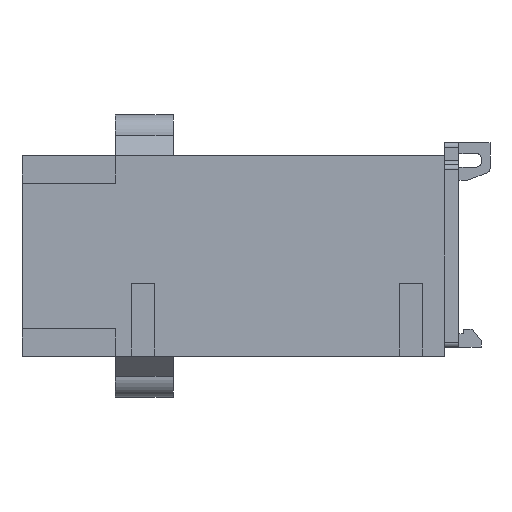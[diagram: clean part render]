
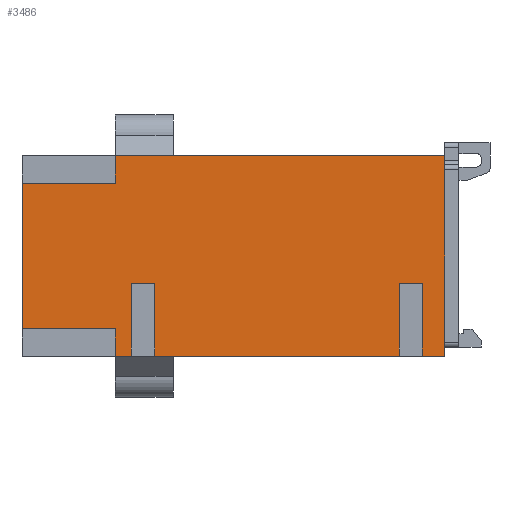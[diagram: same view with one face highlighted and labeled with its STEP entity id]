
A CAD part, left-side view. The second image highlights one B-rep face of the part: STEP entity #3486.
In plain terms, the highlighted planar face has unit normal (-1, 0, 0).
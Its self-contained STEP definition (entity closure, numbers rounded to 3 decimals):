
#1=DIRECTION('',(0.,0.,1.));
#2=VECTOR('',#1,16.4);
#3=CARTESIAN_POINT('',(-35.25,-42.5,-22.5));
#4=LINE('',#3,#2);
#5=DIRECTION('',(0.,1.,0.));
#6=VECTOR('',#5,5.2);
#7=CARTESIAN_POINT('',(-35.25,-42.5,-6.1));
#8=LINE('',#7,#6);
#9=DIRECTION('',(0.,0.,1.));
#10=VECTOR('',#9,16.4);
#11=CARTESIAN_POINT('',(-35.25,-37.3,-22.5));
#12=LINE('',#11,#10);
#13=DIRECTION('',(0.,1.,0.));
#14=VECTOR('',#13,55.);
#15=CARTESIAN_POINT('',(-35.25,-37.3,-22.5));
#16=LINE('',#15,#14);
#17=DIRECTION('',(0.,0.,1.));
#18=VECTOR('',#17,16.4);
#19=CARTESIAN_POINT('',(-35.25,17.7,-22.5));
#20=LINE('',#19,#18);
#21=DIRECTION('',(0.,1.,0.));
#22=VECTOR('',#21,5.2);
#23=CARTESIAN_POINT('',(-35.25,17.7,-6.1));
#24=LINE('',#23,#22);
#25=DIRECTION('',(0.,0.,1.));
#26=VECTOR('',#25,16.4);
#27=CARTESIAN_POINT('',(-35.25,22.9,-22.5));
#28=LINE('',#27,#26);
#29=DIRECTION('',(0.,1.,0.));
#30=VECTOR('',#29,3.6);
#31=CARTESIAN_POINT('',(-35.25,22.9,-22.5));
#32=LINE('',#31,#30);
#33=DIRECTION('',(0.,0.,1.));
#34=VECTOR('',#33,6.1);
#35=CARTESIAN_POINT('',(-35.25,26.5,-22.5));
#36=LINE('',#35,#34);
#37=DIRECTION('',(0.,-1.,0.));
#38=VECTOR('',#37,21.);
#39=CARTESIAN_POINT('',(-35.25,47.5,-16.4));
#40=LINE('',#39,#38);
#41=DIRECTION('',(0.,0.,1.));
#42=VECTOR('',#41,32.8);
#43=CARTESIAN_POINT('',(-35.25,47.5,-16.4));
#44=LINE('',#43,#42);
#45=DIRECTION('',(0.,-1.,0.));
#46=VECTOR('',#45,21.);
#47=CARTESIAN_POINT('',(-35.25,47.5,16.4));
#48=LINE('',#47,#46);
#49=DIRECTION('',(0.,0.,-1.));
#50=VECTOR('',#49,6.1);
#51=CARTESIAN_POINT('',(-35.25,26.5,22.5));
#52=LINE('',#51,#50);
#53=DIRECTION('',(0.,-1.,0.));
#54=VECTOR('',#53,74.);
#55=CARTESIAN_POINT('',(-35.25,26.5,22.5));
#56=LINE('',#55,#54);
#57=DIRECTION('',(0.,0.,-1.));
#58=VECTOR('',#57,45.);
#59=CARTESIAN_POINT('',(-35.25,-47.5,22.5));
#60=LINE('',#59,#58);
#61=DIRECTION('',(0.,1.,0.));
#62=VECTOR('',#61,5.);
#63=CARTESIAN_POINT('',(-35.25,-47.5,-22.5));
#64=LINE('',#63,#62);
#2599=CARTESIAN_POINT('',(-35.25,-47.5,22.5));
#2600=CARTESIAN_POINT('',(-35.25,-47.5,-22.5));
#2601=VERTEX_POINT('',#2599);
#2602=VERTEX_POINT('',#2600);
#2607=CARTESIAN_POINT('',(-35.25,26.5,-22.5));
#2608=CARTESIAN_POINT('',(-35.25,26.5,-16.4));
#2609=VERTEX_POINT('',#2607);
#2610=VERTEX_POINT('',#2608);
#2611=CARTESIAN_POINT('',(-35.25,47.5,-16.4));
#2612=VERTEX_POINT('',#2611);
#2613=CARTESIAN_POINT('',(-35.25,47.5,16.4));
#2614=CARTESIAN_POINT('',(-35.25,26.5,16.4));
#2615=VERTEX_POINT('',#2613);
#2616=VERTEX_POINT('',#2614);
#2617=CARTESIAN_POINT('',(-35.25,26.5,22.5));
#2618=VERTEX_POINT('',#2617);
#2639=CARTESIAN_POINT('',(-35.25,-42.5,-22.5));
#2640=CARTESIAN_POINT('',(-35.25,-42.5,-6.1));
#2641=VERTEX_POINT('',#2639);
#2642=VERTEX_POINT('',#2640);
#2643=CARTESIAN_POINT('',(-35.25,-37.3,-6.1));
#2644=VERTEX_POINT('',#2643);
#2645=CARTESIAN_POINT('',(-35.25,-37.3,-22.5));
#2646=VERTEX_POINT('',#2645);
#2651=CARTESIAN_POINT('',(-35.25,17.7,-22.5));
#2652=VERTEX_POINT('',#2651);
#2657=CARTESIAN_POINT('',(-35.25,17.7,-6.1));
#2658=VERTEX_POINT('',#2657);
#2659=CARTESIAN_POINT('',(-35.25,22.9,-6.1));
#2660=VERTEX_POINT('',#2659);
#2661=CARTESIAN_POINT('',(-35.25,22.9,-22.5));
#2662=VERTEX_POINT('',#2661);
#3447=CARTESIAN_POINT('',(-35.25,0.,0.));
#3448=DIRECTION('',(1.,0.,0.));
#3449=DIRECTION('',(0.,0.,-1.));
#3450=AXIS2_PLACEMENT_3D('',#3447,#3448,#3449);
#3451=PLANE('',#3450);
#3453=ORIENTED_EDGE('',*,*,#3452,.T.);
#3455=ORIENTED_EDGE('',*,*,#3454,.T.);
#3457=ORIENTED_EDGE('',*,*,#3456,.F.);
#3459=ORIENTED_EDGE('',*,*,#3458,.T.);
#3461=ORIENTED_EDGE('',*,*,#3460,.T.);
#3463=ORIENTED_EDGE('',*,*,#3462,.T.);
#3465=ORIENTED_EDGE('',*,*,#3464,.F.);
#3467=ORIENTED_EDGE('',*,*,#3466,.T.);
#3469=ORIENTED_EDGE('',*,*,#3468,.T.);
#3471=ORIENTED_EDGE('',*,*,#3470,.F.);
#3473=ORIENTED_EDGE('',*,*,#3472,.T.);
#3475=ORIENTED_EDGE('',*,*,#3474,.T.);
#3477=ORIENTED_EDGE('',*,*,#3476,.F.);
#3479=ORIENTED_EDGE('',*,*,#3478,.T.);
#3481=ORIENTED_EDGE('',*,*,#3480,.T.);
#3483=ORIENTED_EDGE('',*,*,#3482,.T.);
#3484=EDGE_LOOP('',(#3453,#3455,#3457,#3459,#3461,#3463,#3465,#3467,#3469,#3471,
#3473,#3475,#3477,#3479,#3481,#3483));
#3485=FACE_OUTER_BOUND('',#3484,.F.);
#3486=ADVANCED_FACE('',(#3485),#3451,.F.);
#3452=EDGE_CURVE('',#2641,#2642,#4,.T.);
#3454=EDGE_CURVE('',#2642,#2644,#8,.T.);
#3456=EDGE_CURVE('',#2646,#2644,#12,.T.);
#3458=EDGE_CURVE('',#2646,#2652,#16,.T.);
#3460=EDGE_CURVE('',#2652,#2658,#20,.T.);
#3462=EDGE_CURVE('',#2658,#2660,#24,.T.);
#3464=EDGE_CURVE('',#2662,#2660,#28,.T.);
#3466=EDGE_CURVE('',#2662,#2609,#32,.T.);
#3468=EDGE_CURVE('',#2609,#2610,#36,.T.);
#3470=EDGE_CURVE('',#2612,#2610,#40,.T.);
#3472=EDGE_CURVE('',#2612,#2615,#44,.T.);
#3474=EDGE_CURVE('',#2615,#2616,#48,.T.);
#3476=EDGE_CURVE('',#2618,#2616,#52,.T.);
#3478=EDGE_CURVE('',#2618,#2601,#56,.T.);
#3480=EDGE_CURVE('',#2601,#2602,#60,.T.);
#3482=EDGE_CURVE('',#2602,#2641,#64,.T.);
